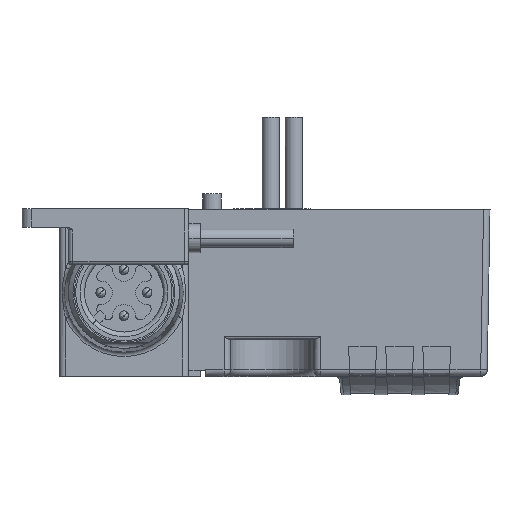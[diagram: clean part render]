
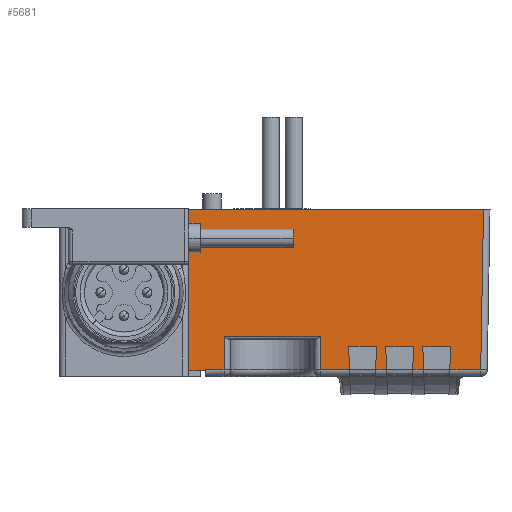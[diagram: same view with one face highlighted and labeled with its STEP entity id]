
A CAD part, top view. The second image highlights one B-rep face of the part: STEP entity #5681.
In plain terms, the highlighted face is planar.
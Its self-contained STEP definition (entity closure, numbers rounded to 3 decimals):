
#247=DIRECTION('',(0.,1.,0.017));
#248=VECTOR('',#247,17.403);
#249=CARTESIAN_POINT('',(0.,0.,-9.));
#250=LINE('',#249,#248);
#520=CARTESIAN_POINT('',(31.8,0.,-9.));
#1615=DIRECTION('',(0.017,-1.,-0.017));
#1616=VECTOR('',#1615,17.317);
#1617=CARTESIAN_POINT('',(31.498,17.312,-8.698));
#1618=LINE('',#1617,#1616);
#1622=DIRECTION('',(0.035,-0.999,-0.017));
#1623=VECTOR('',#1622,2.514);
#1624=CARTESIAN_POINT('',(28.162,17.312,-8.698));
#1625=LINE('',#1624,#1623);
#1629=DIRECTION('',(1.,0.,0.));
#1630=VECTOR('',#1629,3.);
#1631=CARTESIAN_POINT('',(25.25,14.8,-8.742));
#1632=LINE('',#1631,#1630);
#1636=DIRECTION('',(-0.035,-0.999,-0.017));
#1637=VECTOR('',#1636,2.514);
#1638=CARTESIAN_POINT('',(25.338,17.312,-8.698));
#1639=LINE('',#1638,#1637);
#1643=DIRECTION('',(-1.,0.,0.));
#1644=VECTOR('',#1643,1.175);
#1645=CARTESIAN_POINT('',(25.338,17.312,-8.698));
#1646=LINE('',#1645,#1644);
#1650=DIRECTION('',(0.035,-0.999,-0.017));
#1651=VECTOR('',#1650,2.514);
#1652=CARTESIAN_POINT('',(24.162,17.312,-8.698));
#1653=LINE('',#1652,#1651);
#1657=DIRECTION('',(1.,0.,0.));
#1658=VECTOR('',#1657,3.);
#1659=CARTESIAN_POINT('',(21.25,14.8,-8.742));
#1660=LINE('',#1659,#1658);
#1664=DIRECTION('',(-0.035,-0.999,-0.017));
#1665=VECTOR('',#1664,2.514);
#1666=CARTESIAN_POINT('',(21.338,17.312,-8.698));
#1667=LINE('',#1666,#1665);
#1671=DIRECTION('',(-1.,0.,0.));
#1672=VECTOR('',#1671,1.175);
#1673=CARTESIAN_POINT('',(21.338,17.312,-8.698));
#1674=LINE('',#1673,#1672);
#1678=DIRECTION('',(0.035,-0.999,-0.017));
#1679=VECTOR('',#1678,2.514);
#1680=CARTESIAN_POINT('',(20.162,17.312,-8.698));
#1681=LINE('',#1680,#1679);
#1685=DIRECTION('',(1.,0.,0.));
#1686=VECTOR('',#1685,3.);
#1687=CARTESIAN_POINT('',(17.25,14.8,-8.742));
#1688=LINE('',#1687,#1686);
#1692=DIRECTION('',(-0.035,-0.999,-0.017));
#1693=VECTOR('',#1692,2.514);
#1694=CARTESIAN_POINT('',(17.338,17.312,-8.698));
#1695=LINE('',#1694,#1693);
#1699=DIRECTION('',(-1.,0.,0.));
#1700=VECTOR('',#1699,3.138);
#1701=CARTESIAN_POINT('',(17.338,17.312,-8.698));
#1702=LINE('',#1701,#1700);
#1706=DIRECTION('',(-1.,0.,0.));
#1707=VECTOR('',#1706,10.4);
#1708=CARTESIAN_POINT('',(14.2,13.705,-8.761));
#1709=LINE('',#1708,#1707);
#1713=DIRECTION('',(-1.,0.,0.));
#1714=VECTOR('',#1713,2.);
#1715=CARTESIAN_POINT('',(3.8,17.312,-8.698));
#1716=LINE('',#1715,#1714);
#1720=DIRECTION('',(0.,1.,0.017));
#1721=VECTOR('',#1720,0.088);
#1722=CARTESIAN_POINT('',(1.8,17.312,-8.698));
#1723=LINE('',#1722,#1721);
#1727=DIRECTION('',(1.,0.,0.));
#1728=VECTOR('',#1727,1.8);
#1729=CARTESIAN_POINT('',(0.,17.4,-8.696));
#1730=LINE('',#1729,#1728);
#1734=DIRECTION('',(1.,0.,0.));
#1735=VECTOR('',#1734,31.8);
#1736=CARTESIAN_POINT('',(0.,0.,-9.));
#1737=LINE('',#1736,#1735);
#1815=DIRECTION('',(1.,0.,0.));
#1816=VECTOR('',#1815,3.336);
#1817=CARTESIAN_POINT('',(28.162,17.312,-8.698));
#1818=LINE('',#1817,#1816);
#2582=DIRECTION('',(0.,1.,0.017));
#2583=VECTOR('',#2582,3.608);
#2584=CARTESIAN_POINT('',(14.2,13.705,-8.761));
#2585=LINE('',#2584,#2583);
#2670=DIRECTION('',(0.,-1.,-0.017));
#2671=VECTOR('',#2670,3.608);
#2672=CARTESIAN_POINT('',(3.8,17.312,-8.698));
#2673=LINE('',#2672,#2671);
#3480=CARTESIAN_POINT('',(0.,0.,-9.));
#3482=VERTEX_POINT('',#3480);
#3522=CARTESIAN_POINT('',(0.,17.4,-8.696));
#3524=VERTEX_POINT('',#3522);
#3536=CARTESIAN_POINT('',(3.8,17.312,-8.698));
#3537=CARTESIAN_POINT('',(1.8,17.312,-8.698));
#3538=VERTEX_POINT('',#3536);
#3539=VERTEX_POINT('',#3537);
#3556=CARTESIAN_POINT('',(14.2,17.312,-8.698));
#3557=VERTEX_POINT('',#3556);
#3562=CARTESIAN_POINT('',(1.8,17.4,-8.696));
#3563=VERTEX_POINT('',#3562);
#3612=CARTESIAN_POINT('',(21.338,17.312,-8.698));
#3613=CARTESIAN_POINT('',(21.25,14.8,-8.742));
#3614=VERTEX_POINT('',#3612);
#3615=VERTEX_POINT('',#3613);
#3616=CARTESIAN_POINT('',(24.162,17.312,-8.698));
#3617=CARTESIAN_POINT('',(24.25,14.8,-8.742));
#3618=VERTEX_POINT('',#3616);
#3619=VERTEX_POINT('',#3617);
#3620=CARTESIAN_POINT('',(20.162,17.312,-8.698));
#3621=CARTESIAN_POINT('',(20.25,14.8,-8.742));
#3622=VERTEX_POINT('',#3620);
#3623=VERTEX_POINT('',#3621);
#3624=CARTESIAN_POINT('',(17.338,17.312,-8.698));
#3625=CARTESIAN_POINT('',(17.25,14.8,-8.742));
#3626=VERTEX_POINT('',#3624);
#3627=VERTEX_POINT('',#3625);
#3628=CARTESIAN_POINT('',(25.338,17.312,-8.698));
#3629=CARTESIAN_POINT('',(25.25,14.8,-8.742));
#3630=VERTEX_POINT('',#3628);
#3631=VERTEX_POINT('',#3629);
#3632=CARTESIAN_POINT('',(28.162,17.312,-8.698));
#3633=CARTESIAN_POINT('',(28.25,14.8,-8.742));
#3634=VERTEX_POINT('',#3632);
#3635=VERTEX_POINT('',#3633);
#3692=CARTESIAN_POINT('',(14.2,13.705,-8.761));
#3693=CARTESIAN_POINT('',(3.8,13.705,-8.761));
#3694=VERTEX_POINT('',#3692);
#3695=VERTEX_POINT('',#3693);
#3765=VERTEX_POINT('',#520);
#3769=CARTESIAN_POINT('',(31.498,17.312,-8.698));
#3770=VERTEX_POINT('',#3769);
#5639=CARTESIAN_POINT('',(-1.5,0.,-9.));
#5640=DIRECTION('',(0.,-0.017,1.));
#5641=DIRECTION('',(1.,0.,0.));
#5642=AXIS2_PLACEMENT_3D('',#5639,#5640,#5641);
#5643=PLANE('',#5642);
#5644=ORIENTED_EDGE('',*,*,#4357,.F.);
#5646=ORIENTED_EDGE('',*,*,#5645,.F.);
#5648=ORIENTED_EDGE('',*,*,#5647,.T.);
#5649=ORIENTED_EDGE('',*,*,#5435,.F.);
#5651=ORIENTED_EDGE('',*,*,#5650,.F.);
#5653=ORIENTED_EDGE('',*,*,#5652,.T.);
#5655=ORIENTED_EDGE('',*,*,#5654,.T.);
#5656=ORIENTED_EDGE('',*,*,#5420,.F.);
#5657=ORIENTED_EDGE('',*,*,#4540,.F.);
#5659=ORIENTED_EDGE('',*,*,#5658,.T.);
#5660=ORIENTED_EDGE('',*,*,#5620,.T.);
#5661=ORIENTED_EDGE('',*,*,#5406,.F.);
#5662=ORIENTED_EDGE('',*,*,#5548,.F.);
#5664=ORIENTED_EDGE('',*,*,#5663,.T.);
#5666=ORIENTED_EDGE('',*,*,#5665,.F.);
#5668=ORIENTED_EDGE('',*,*,#5667,.T.);
#5670=ORIENTED_EDGE('',*,*,#5669,.F.);
#5672=ORIENTED_EDGE('',*,*,#5671,.T.);
#5674=ORIENTED_EDGE('',*,*,#5673,.T.);
#5676=ORIENTED_EDGE('',*,*,#5675,.F.);
#5677=ORIENTED_EDGE('',*,*,#4147,.F.);
#5678=ORIENTED_EDGE('',*,*,#4313,.T.);
#5679=EDGE_LOOP('',(#5644,#5646,#5648,#5649,#5651,#5653,#5655,#5656,#5657,#5659,
#5660,#5661,#5662,#5664,#5666,#5668,#5670,#5672,#5674,#5676,#5677,#5678));
#5680=FACE_OUTER_BOUND('',#5679,.F.);
#5681=ADVANCED_FACE('',(#5680),#5643,.F.);
#4147=EDGE_CURVE('',#3482,#3524,#250,.T.);
#4313=EDGE_CURVE('',#3482,#3765,#1737,.T.);
#4357=EDGE_CURVE('',#3770,#3765,#1618,.T.);
#4540=EDGE_CURVE('',#3614,#3615,#1667,.T.);
#5406=EDGE_CURVE('',#3627,#3623,#1688,.T.);
#5420=EDGE_CURVE('',#3615,#3619,#1660,.T.);
#5435=EDGE_CURVE('',#3631,#3635,#1632,.T.);
#5548=EDGE_CURVE('',#3626,#3627,#1695,.T.);
#5620=EDGE_CURVE('',#3622,#3623,#1681,.T.);
#5645=EDGE_CURVE('',#3634,#3770,#1818,.T.);
#5647=EDGE_CURVE('',#3634,#3635,#1625,.T.);
#5650=EDGE_CURVE('',#3630,#3631,#1639,.T.);
#5652=EDGE_CURVE('',#3630,#3618,#1646,.T.);
#5654=EDGE_CURVE('',#3618,#3619,#1653,.T.);
#5658=EDGE_CURVE('',#3614,#3622,#1674,.T.);
#5663=EDGE_CURVE('',#3626,#3557,#1702,.T.);
#5665=EDGE_CURVE('',#3694,#3557,#2585,.T.);
#5667=EDGE_CURVE('',#3694,#3695,#1709,.T.);
#5669=EDGE_CURVE('',#3538,#3695,#2673,.T.);
#5671=EDGE_CURVE('',#3538,#3539,#1716,.T.);
#5673=EDGE_CURVE('',#3539,#3563,#1723,.T.);
#5675=EDGE_CURVE('',#3524,#3563,#1730,.T.);
